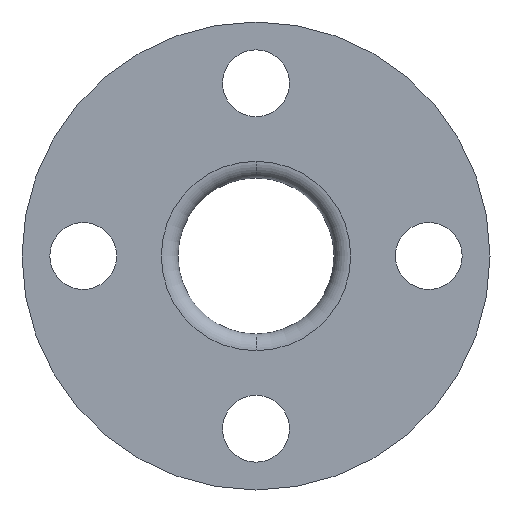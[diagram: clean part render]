
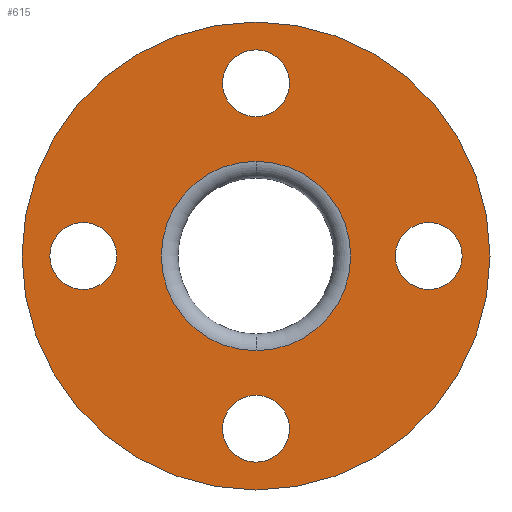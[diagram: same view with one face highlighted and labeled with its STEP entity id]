
A CAD part, left-side view. The second image highlights one B-rep face of the part: STEP entity #615.
In plain terms, the highlighted planar face has unit normal (-1, 0, 0).
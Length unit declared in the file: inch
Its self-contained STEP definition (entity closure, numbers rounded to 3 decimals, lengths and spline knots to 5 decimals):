
#5 = DIRECTION ( 'NONE',  ( 0., 0., 1. ) ) ;
#7 = AXIS2_PLACEMENT_3D ( 'NONE', #588, #240, #316 ) ;
#11 = AXIS2_PLACEMENT_3D ( 'NONE', #289, #237, #568 ) ;
#17 = EDGE_CURVE ( 'NONE', #365, #171, #575, .T. ) ;
#19 = DIRECTION ( 'NONE',  ( 0., 0., 1. ) ) ;
#22 = DIRECTION ( 'NONE',  ( 0., 0., 1. ) ) ;
#24 = VERTEX_POINT ( 'NONE', #363 ) ;
#34 = DIRECTION ( 'NONE',  ( 0., 1., 0. ) ) ;
#35 = EDGE_CURVE ( 'NONE', #200, #301, #260, .T. ) ;
#44 = DIRECTION ( 'NONE',  ( 0., 0., 1. ) ) ;
#45 = ORIENTED_EDGE ( 'NONE', *, *, #435, .T. ) ;
#46 = AXIS2_PLACEMENT_3D ( 'NONE', #432, #607, #44 ) ;
#48 = VERTEX_POINT ( 'NONE', #530 ) ;
#61 = CARTESIAN_POINT ( 'NONE',  ( 0.79986, -1.9375, -0.375 ) ) ;
#62 = ORIENTED_EDGE ( 'NONE', *, *, #278, .T. ) ;
#64 = EDGE_CURVE ( 'NONE', #268, #561, #197, .T. ) ;
#77 = CARTESIAN_POINT ( 'NONE',  ( 0.79986, 0., 0. ) ) ;
#90 = CARTESIAN_POINT ( 'NONE',  ( 0.79986, 0., 1.0625 ) ) ;
#93 = CIRCLE ( 'NONE', #439, 1.0625 ) ;
#98 = CARTESIAN_POINT ( 'NONE',  ( 0.79986, 0., -2.3125 ) ) ;
#106 = CIRCLE ( 'NONE', #522, 0.375 ) ;
#107 = CARTESIAN_POINT ( 'NONE',  ( 0.79986, 1.9375, -0.375 ) ) ;
#108 = ORIENTED_EDGE ( 'NONE', *, *, #485, .F. ) ;
#112 = ORIENTED_EDGE ( 'NONE', *, *, #331, .F. ) ;
#113 = DIRECTION ( 'NONE',  ( 0., 0., 1. ) ) ;
#128 = CARTESIAN_POINT ( 'NONE',  ( 0.79986, 0., 2.3125 ) ) ;
#135 = ORIENTED_EDGE ( 'NONE', *, *, #64, .F. ) ;
#137 = AXIS2_PLACEMENT_3D ( 'NONE', #663, #344, #212 ) ;
#144 = DIRECTION ( 'NONE',  ( 1., 0., 0. ) ) ;
#155 = FACE_BOUND ( 'NONE', #585, .T. ) ;
#159 = CARTESIAN_POINT ( 'NONE',  ( 0.79986, 0., 0. ) ) ;
#171 = VERTEX_POINT ( 'NONE', #708 ) ;
#174 = ORIENTED_EDGE ( 'NONE', *, *, #17, .T. ) ;
#183 = DIRECTION ( 'NONE',  ( 0., 0., -1. ) ) ;
#187 = DIRECTION ( 'NONE',  ( -1., 0., 0. ) ) ;
#190 = CARTESIAN_POINT ( 'NONE',  ( 0.79986, -1.9375, 0. ) ) ;
#191 = EDGE_LOOP ( 'NONE', ( #281, #45 ) ) ;
#197 = CIRCLE ( 'NONE', #7, 0.375 ) ;
#200 = VERTEX_POINT ( 'NONE', #493 ) ;
#212 = DIRECTION ( 'NONE',  ( 0., -1., 0. ) ) ;
#213 = FACE_OUTER_BOUND ( 'NONE', #191, .T. ) ;
#215 = DIRECTION ( 'NONE',  ( -1., 0., 0. ) ) ;
#216 = EDGE_CURVE ( 'NONE', #301, #200, #306, .T. ) ;
#223 = CIRCLE ( 'NONE', #46, 0.375 ) ;
#237 = DIRECTION ( 'NONE',  ( -1., 0., 0. ) ) ;
#238 = EDGE_LOOP ( 'NONE', ( #174, #62 ) ) ;
#240 = DIRECTION ( 'NONE',  ( -1., 0., 0. ) ) ;
#245 = DIRECTION ( 'NONE',  ( 0., -1., 0. ) ) ;
#260 = CIRCLE ( 'NONE', #499, 0.375 ) ;
#268 = VERTEX_POINT ( 'NONE', #712 ) ;
#273 = CIRCLE ( 'NONE', #355, 0.375 ) ;
#278 = EDGE_CURVE ( 'NONE', #171, #365, #93, .T. ) ;
#281 = ORIENTED_EDGE ( 'NONE', *, *, #646, .T. ) ;
#282 = EDGE_LOOP ( 'NONE', ( #135, #108 ) ) ;
#285 = CARTESIAN_POINT ( 'NONE',  ( 0.79986, 0., 2.625 ) ) ;
#289 = CARTESIAN_POINT ( 'NONE',  ( 0.79986, -1.9375, 0. ) ) ;
#291 = VERTEX_POINT ( 'NONE', #285 ) ;
#296 = ORIENTED_EDGE ( 'NONE', *, *, #216, .F. ) ;
#301 = VERTEX_POINT ( 'NONE', #128 ) ;
#304 = CARTESIAN_POINT ( 'NONE',  ( 0.79986, 0., 1.9375 ) ) ;
#306 = CIRCLE ( 'NONE', #137, 0.375 ) ;
#311 = DIRECTION ( 'NONE',  ( -1., 0., 0. ) ) ;
#316 = DIRECTION ( 'NONE',  ( 0., 1., 0. ) ) ;
#325 = CARTESIAN_POINT ( 'NONE',  ( 0.79986, 0., -1.9375 ) ) ;
#331 = EDGE_CURVE ( 'NONE', #24, #701, #650, .T. ) ;
#344 = DIRECTION ( 'NONE',  ( -1., 0., 0. ) ) ;
#349 = EDGE_CURVE ( 'NONE', #723, #513, #106, .T. ) ;
#355 = AXIS2_PLACEMENT_3D ( 'NONE', #325, #215, #34 ) ;
#358 = DIRECTION ( 'NONE',  ( -1., 0., 0. ) ) ;
#363 = CARTESIAN_POINT ( 'NONE',  ( 0.79986, -1.9375, 0.375 ) ) ;
#364 = CARTESIAN_POINT ( 'NONE',  ( 0.79986, 0., 0. ) ) ;
#365 = VERTEX_POINT ( 'NONE', #90 ) ;
#372 = DIRECTION ( 'NONE',  ( -1., 0., 0. ) ) ;
#384 = FACE_BOUND ( 'NONE', #238, .T. ) ;
#388 = DIRECTION ( 'NONE',  ( -1., 0., 0. ) ) ;
#393 = ORIENTED_EDGE ( 'NONE', *, *, #633, .F. ) ;
#401 = AXIS2_PLACEMENT_3D ( 'NONE', #77, #144, #527 ) ;
#427 = CARTESIAN_POINT ( 'NONE',  ( 0.79986, 1.9375, 0. ) ) ;
#432 = CARTESIAN_POINT ( 'NONE',  ( 0.79986, 1.9375, 0. ) ) ;
#435 = EDGE_CURVE ( 'NONE', #48, #291, #566, .T. ) ;
#439 = AXIS2_PLACEMENT_3D ( 'NONE', #658, #609, #113 ) ;
#440 = AXIS2_PLACEMENT_3D ( 'NONE', #458, #621, #5 ) ;
#446 = PLANE ( 'NONE',  #729 ) ;
#458 = CARTESIAN_POINT ( 'NONE',  ( 0.79986, 0., 0. ) ) ;
#466 = EDGE_LOOP ( 'NONE', ( #296, #471 ) ) ;
#471 = ORIENTED_EDGE ( 'NONE', *, *, #35, .F. ) ;
#485 = EDGE_CURVE ( 'NONE', #561, #268, #273, .T. ) ;
#491 = EDGE_CURVE ( 'NONE', #513, #723, #223, .T. ) ;
#493 = CARTESIAN_POINT ( 'NONE',  ( 0.79986, 0., 1.5625 ) ) ;
#494 = FACE_BOUND ( 'NONE', #466, .T. ) ;
#499 = AXIS2_PLACEMENT_3D ( 'NONE', #304, #372, #245 ) ;
#513 = VERTEX_POINT ( 'NONE', #107 ) ;
#522 = AXIS2_PLACEMENT_3D ( 'NONE', #427, #358, #22 ) ;
#527 = DIRECTION ( 'NONE',  ( 0., 0., 1. ) ) ;
#530 = CARTESIAN_POINT ( 'NONE',  ( 0.79986, 0., -2.625 ) ) ;
#535 = EDGE_LOOP ( 'NONE', ( #112, #393 ) ) ;
#545 = CIRCLE ( 'NONE', #440, 2.625 ) ;
#546 = FACE_BOUND ( 'NONE', #535, .T. ) ;
#550 = ORIENTED_EDGE ( 'NONE', *, *, #349, .F. ) ;
#561 = VERTEX_POINT ( 'NONE', #98 ) ;
#566 = CIRCLE ( 'NONE', #718, 2.625 ) ;
#568 = DIRECTION ( 'NONE',  ( 0., 0., -1. ) ) ;
#569 = ORIENTED_EDGE ( 'NONE', *, *, #491, .F. ) ;
#575 = CIRCLE ( 'NONE', #401, 1.0625 ) ;
#585 = EDGE_LOOP ( 'NONE', ( #550, #569 ) ) ;
#588 = CARTESIAN_POINT ( 'NONE',  ( 0.79986, 0., -1.9375 ) ) ;
#607 = DIRECTION ( 'NONE',  ( -1., 0., 0. ) ) ;
#609 = DIRECTION ( 'NONE',  ( 1., 0., 0. ) ) ;
#610 = DIRECTION ( 'NONE',  ( 0., 0., 1. ) ) ;
#615 = ADVANCED_FACE ( 'NONE', ( #494, #546, #664, #155, #384, #213 ), #446, .T. ) ;
#621 = DIRECTION ( 'NONE',  ( -1., 0., 0. ) ) ;
#628 = CARTESIAN_POINT ( 'NONE',  ( 0.79986, 1.9375, 0.375 ) ) ;
#633 = EDGE_CURVE ( 'NONE', #701, #24, #651, .T. ) ;
#646 = EDGE_CURVE ( 'NONE', #291, #48, #545, .T. ) ;
#650 = CIRCLE ( 'NONE', #705, 0.375 ) ;
#651 = CIRCLE ( 'NONE', #11, 0.375 ) ;
#658 = CARTESIAN_POINT ( 'NONE',  ( 0.79986, 0., 0. ) ) ;
#663 = CARTESIAN_POINT ( 'NONE',  ( 0.79986, 0., 1.9375 ) ) ;
#664 = FACE_BOUND ( 'NONE', #282, .T. ) ;
#701 = VERTEX_POINT ( 'NONE', #61 ) ;
#705 = AXIS2_PLACEMENT_3D ( 'NONE', #190, #311, #183 ) ;
#708 = CARTESIAN_POINT ( 'NONE',  ( 0.79986, 0., -1.0625 ) ) ;
#712 = CARTESIAN_POINT ( 'NONE',  ( 0.79986, 0., -1.5625 ) ) ;
#718 = AXIS2_PLACEMENT_3D ( 'NONE', #364, #187, #19 ) ;
#723 = VERTEX_POINT ( 'NONE', #628 ) ;
#729 = AXIS2_PLACEMENT_3D ( 'NONE', #159, #388, #610 ) ;
